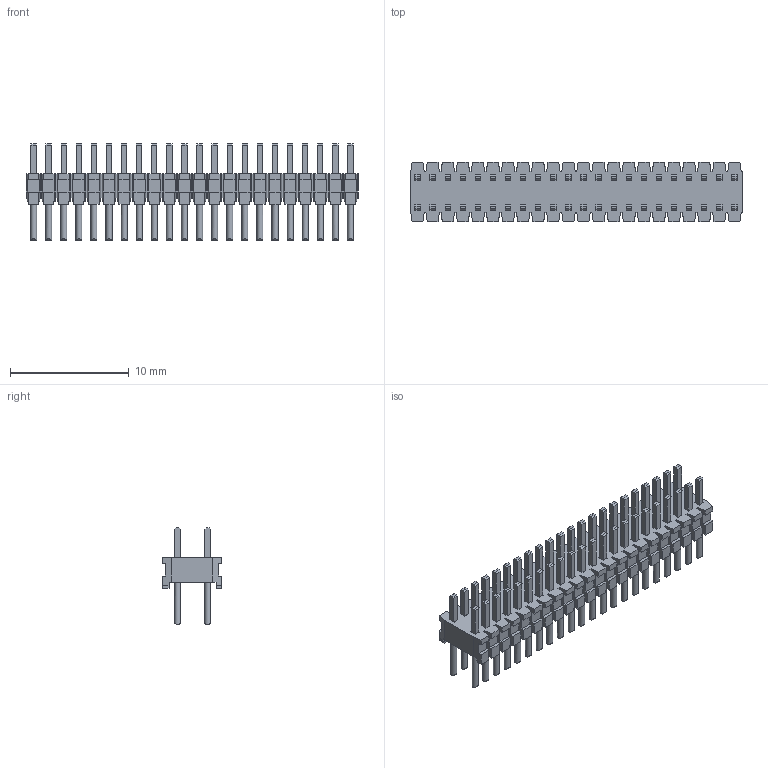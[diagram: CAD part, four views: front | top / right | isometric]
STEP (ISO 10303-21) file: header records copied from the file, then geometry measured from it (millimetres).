
FILE_DESCRIPTION(('FreeCAD Model'),'2;1');
FILE_NAME('Open CASCADE Shape Model','2025-01-09T14:57:08',(''),(''), 'Open CASCADE STEP processor 7.8','FreeCAD','Unknown');
FILE_SCHEMA(('AUTOMOTIVE_DESIGN { 1 0 10303 214 1 1 1 1 }'));
Length unit declared in the file: millimetre
Products named in the file (2): TMS-122-D_header; T-1M6-22-02-D
Bounding box: 27.94 x 4.98 x 8.13 mm (x, y, z)
Volume: 358 mm3; surface area: 1488.4 mm2
Topology: 2 solids, 2 shells, 1428 faces, 4180 edges, 2756 vertices
Faces by surface type: plane 1384, cylinder 44
Full cylindrical faces by diameter (mm): 0.508 x44
Entity records: 46728 total; most frequent: CARTESIAN_POINT 8409, ORIENTED_EDGE 8360, DIRECTION 7262, EDGE_CURVE 4180, LINE 3868, VECTOR 3868, VERTEX_POINT 2756, AXIS2_PLACEMENT_3D 1697
